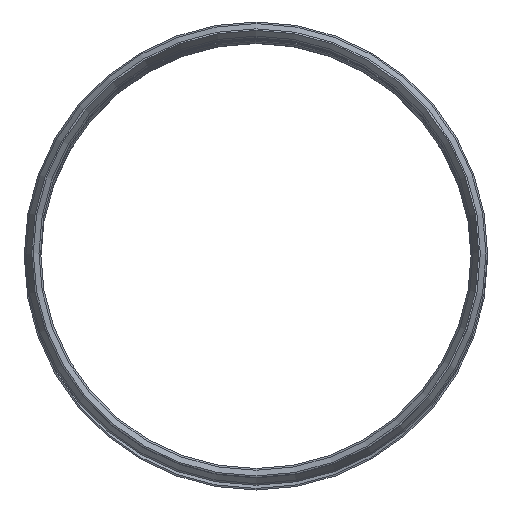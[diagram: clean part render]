
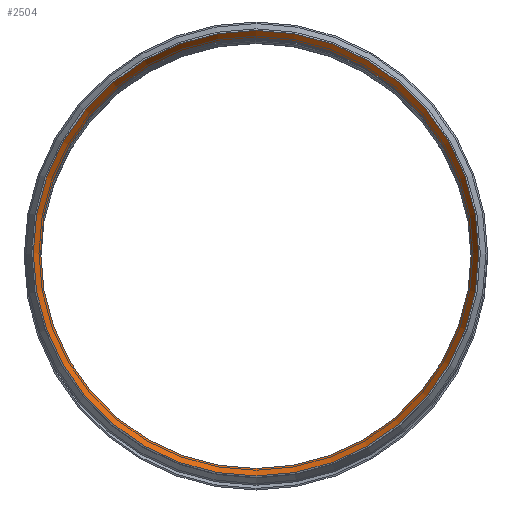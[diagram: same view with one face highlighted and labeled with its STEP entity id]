
A CAD part, top view. The second image highlights one B-rep face of the part: STEP entity #2504.
In plain terms, the highlighted conical face has half-angle 26.565 degrees and reference radius 75.282 mm.
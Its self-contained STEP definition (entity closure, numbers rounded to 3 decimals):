
#2504=ADVANCED_FACE('',(#4971,#4972),#4973,.F.);
#4971=FACE_BOUND('',#7443,.T.);
#4972=FACE_BOUND('',#7444,.T.);
#4973=CONICAL_SURFACE('',#7445,75.282,0.464);
#7443=EDGE_LOOP('',(#11557));
#7444=EDGE_LOOP('',(#11558));
#7445=AXIS2_PLACEMENT_3D('',#11559,#11560,#11561);
#11557=ORIENTED_EDGE('',*,*,#12394,.F.);
#11558=ORIENTED_EDGE('',*,*,#12393,.T.);
#11559=CARTESIAN_POINT('',(225.591,252.149,1173.716));
#11560=DIRECTION('',(0.,-0.0,1.0));
#11561=DIRECTION('',(1.0,0.0,0.));
#12393=EDGE_CURVE('',#14038,#14038,#14039,.T.);
#12394=EDGE_CURVE('',#14040,#14040,#14041,.T.);
#14038=VERTEX_POINT('',#15686);
#14039=CIRCLE('',#15687,74.0);
#14040=VERTEX_POINT('',#15688);
#14041=CIRCLE('',#15689,76.563);
#15686=CARTESIAN_POINT('',(299.591,252.149,1171.153));
#15687=AXIS2_PLACEMENT_3D('',#18155,#18156,#18157);
#15688=CARTESIAN_POINT('',(302.155,252.149,1176.28));
#15689=AXIS2_PLACEMENT_3D('',#18158,#18159,#18160);
#18155=CARTESIAN_POINT('',(225.591,252.149,1171.153));
#18156=DIRECTION('',(0.,0.0,-1.0));
#18157=DIRECTION('',(1.0,0.0,0.));
#18158=CARTESIAN_POINT('',(225.591,252.149,1176.28));
#18159=DIRECTION('',(0.,0.0,-1.0));
#18160=DIRECTION('',(1.0,0.0,0.));
